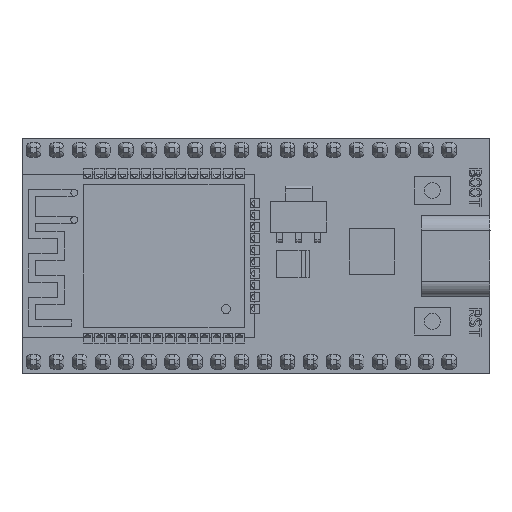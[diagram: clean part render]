
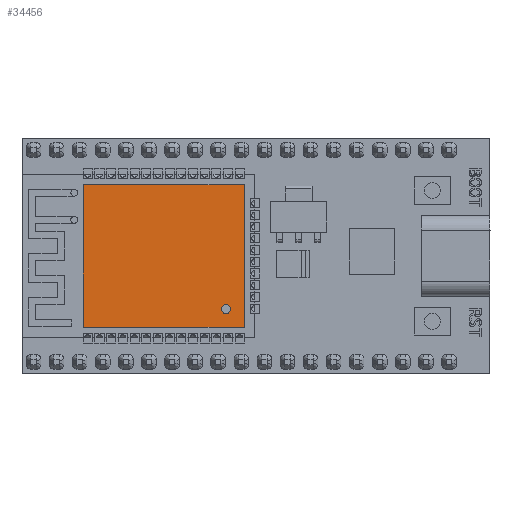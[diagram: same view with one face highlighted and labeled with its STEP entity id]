
A CAD part, top view. The second image highlights one B-rep face of the part: STEP entity #34456.
In plain terms, the highlighted planar face has unit normal (0, 0, 1).
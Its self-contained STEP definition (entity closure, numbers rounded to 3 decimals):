
#108=FACE_BOUND('',#6518,.T.);
#1445=CIRCLE('',#36819,0.5);
#4566=FACE_OUTER_BOUND('',#6517,.T.);
#6517=EDGE_LOOP('',(#31269,#31270,#31271,#31272));
#6518=EDGE_LOOP('',(#31273));
#10379=LINE('',#58350,#14246);
#10382=LINE('',#58355,#14249);
#10384=LINE('',#58359,#14251);
#10385=LINE('',#58361,#14252);
#14246=VECTOR('',#45272,10.);
#14249=VECTOR('',#45277,10.);
#14251=VECTOR('',#45281,10.);
#14252=VECTOR('',#45284,10.);
#17257=VERTEX_POINT('',#58347);
#17258=VERTEX_POINT('',#58349);
#17259=VERTEX_POINT('',#58353);
#17260=VERTEX_POINT('',#58357);
#17261=VERTEX_POINT('',#58363);
#21925=EDGE_CURVE('',#17258,#17257,#10379,.T.);
#21928=EDGE_CURVE('',#17257,#17259,#10382,.T.);
#21930=EDGE_CURVE('',#17259,#17260,#10384,.T.);
#21931=EDGE_CURVE('',#17260,#17258,#10385,.T.);
#21932=EDGE_CURVE('',#17261,#17261,#1445,.T.);
#31269=ORIENTED_EDGE('',*,*,#21925,.T.);
#31270=ORIENTED_EDGE('',*,*,#21928,.T.);
#31271=ORIENTED_EDGE('',*,*,#21930,.T.);
#31272=ORIENTED_EDGE('',*,*,#21931,.T.);
#31273=ORIENTED_EDGE('',*,*,#21932,.F.);
#32601=PLANE('',#36818);
#34456=ADVANCED_FACE('',(#4566,#108),#32601,.T.);
#36818=AXIS2_PLACEMENT_3D('',#58362,#45285,#45286);
#36819=AXIS2_PLACEMENT_3D('',#58364,#45287,#45288);
#45272=DIRECTION('',(0.,-1.,0.));
#45277=DIRECTION('',(1.,0.,0.));
#45281=DIRECTION('',(0.,1.,0.));
#45284=DIRECTION('',(-1.,0.,0.));
#45285=DIRECTION('center_axis',(0.,0.,1.));
#45286=DIRECTION('ref_axis',(-1.,0.,0.));
#45287=DIRECTION('center_axis',(0.,0.,
1.));
#45288=DIRECTION('ref_axis',(0.814,-0.581,0.));
#58347=CARTESIAN_POINT('',(6.75,5.075,3.3));
#58349=CARTESIAN_POINT('',(6.75,20.775,3.3));
#58350=CARTESIAN_POINT('',(6.75,20.775,3.3));
#58353=CARTESIAN_POINT('',(24.45,5.075,3.3));
#58355=CARTESIAN_POINT('',(6.75,5.075,3.3));
#58357=CARTESIAN_POINT('',(24.45,20.775,3.3));
#58359=CARTESIAN_POINT('',(24.45,5.075,3.3));
#58361=CARTESIAN_POINT('',(24.45,20.775,3.3));
#58362=CARTESIAN_POINT('Origin',(24.45,20.775,3.3));
#58363=CARTESIAN_POINT('',(21.95,7.075,3.3));
#58364=CARTESIAN_POINT('Origin',(22.45,7.075,3.3));
